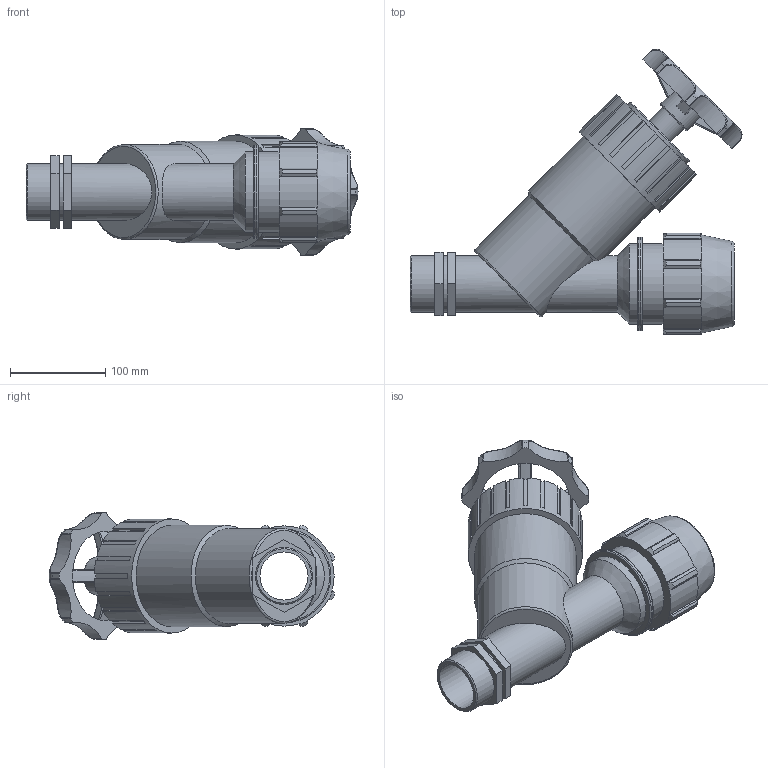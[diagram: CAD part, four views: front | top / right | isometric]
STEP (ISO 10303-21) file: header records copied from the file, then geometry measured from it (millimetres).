
FILE_DESCRIPTION(/* description */ ('PLASSON ANGLE SEAT VALVE 63-2"'),/* implementation_level */ '2;1');
FILE_NAME(/* name */ '03948630_039486320A.ipt.stp',/* time_stamp */ '2017-06-19T12:10:59+03:00',/* author */ ('KIM'),/* organization */ (''),/* preprocessor_version */ 'ST-DEVELOPER v15.6',/* originating_system */ 'Autodesk Inventor 2015',/* authorisation */ '');
FILE_SCHEMA (('AUTOMOTIVE_DESIGN { 1 0 10303 214 3 1 1 }'));
Length unit declared in the file: millimetre
Products named in the file (1): 03948630_039486320A
Bounding box: 347.99 x 299.15 x 132.83 mm (x, y, z)
Volume: 2680793.2 mm3; surface area: 268653.3 mm2
Topology: 1 solids, 1 shells, 272 faces, 737 edges, 477 vertices
Faces by surface type: plane 130, cylinder 87, bspline 24, cone 23, torus 8
Full cylindrical faces by diameter (mm): 31.882 x1, 39.852 x1, 50.4 x1, 59.614 x4, 63 x1, 84.75 x2, 87.674 x1, 98.31 x1, 99.63 x1, 106.272 x1, 119.556 x1
Entity records: 9915 total; most frequent: CARTESIAN_POINT 3326, ORIENTED_EDGE 1394, DIRECTION 1320, EDGE_CURVE 697, AXIS2_PLACEMENT_3D 490, VERTEX_POINT 467, LINE 340, VECTOR 340
